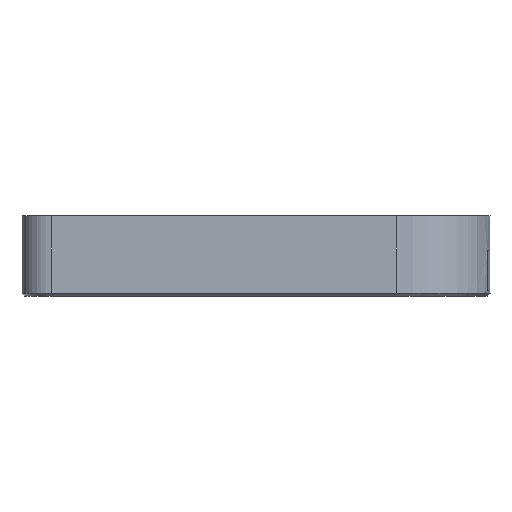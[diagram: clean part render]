
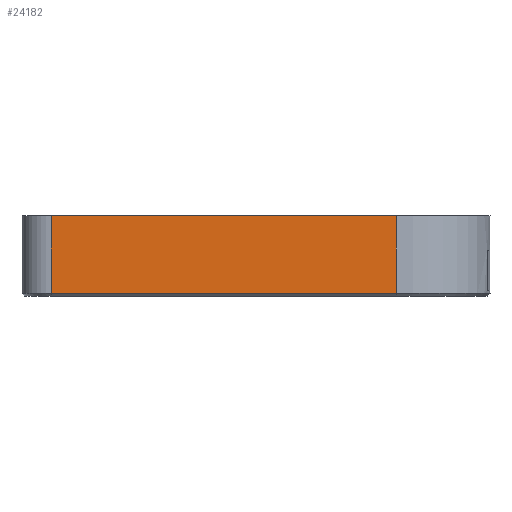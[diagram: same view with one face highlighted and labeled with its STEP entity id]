
A CAD part, left-side view. The second image highlights one B-rep face of the part: STEP entity #24182.
In plain terms, the highlighted planar face has unit normal (-1, 0, 0).
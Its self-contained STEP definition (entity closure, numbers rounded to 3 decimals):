
#23200 = CYLINDRICAL_SURFACE('',#23201,10.);
#23201 = AXIS2_PLACEMENT_3D('',#23202,#23203,#23204);
#23202 = CARTESIAN_POINT('',(-22.,83.,-25.));
#23203 = DIRECTION('',(-0.,-0.,-1.));
#23204 = DIRECTION('',(1.,0.,0.));
#23225 = VERTEX_POINT('',#23226);
#23226 = CARTESIAN_POINT('',(-32.,83.,2.5));
#23241 = PLANE('',#23242);
#23242 = AXIS2_PLACEMENT_3D('',#23243,#23244,#23245);
#23243 = CARTESIAN_POINT('',(0.,18.163,2.5));
#23244 = DIRECTION('',(0.,0.,1.));
#23245 = DIRECTION('',(1.,0.,0.));
#23253 = EDGE_CURVE('',#23254,#23225,#23256,.T.);
#23254 = VERTEX_POINT('',#23255);
#23255 = CARTESIAN_POINT('',(-32.,83.,-24.));
#23256 = SURFACE_CURVE('',#23257,(#23261,#23268),.PCURVE_S1.);
#23257 = LINE('',#23258,#23259);
#23258 = CARTESIAN_POINT('',(-32.,83.,-25.));
#23259 = VECTOR('',#23260,1.);
#23260 = DIRECTION('',(0.,0.,1.));
#23261 = PCURVE('',#23200,#23262);
#23262 = DEFINITIONAL_REPRESENTATION('',(#23263),#23267);
#23263 = LINE('',#23264,#23265);
#23264 = CARTESIAN_POINT('',(-3.142,0.));
#23265 = VECTOR('',#23266,1.);
#23266 = DIRECTION('',(-0.,-1.));
#23267 = ( GEOMETRIC_REPRESENTATION_CONTEXT(2) 
PARAMETRIC_REPRESENTATION_CONTEXT() REPRESENTATION_CONTEXT('2D SPACE',''
  ) );
#23268 = PCURVE('',#23269,#23274);
#23269 = PLANE('',#23270);
#23270 = AXIS2_PLACEMENT_3D('',#23271,#23272,#23273);
#23271 = CARTESIAN_POINT('',(-32.,-35.,-25.));
#23272 = DIRECTION('',(-1.,0.,0.));
#23273 = DIRECTION('',(0.,1.,0.));
#23274 = DEFINITIONAL_REPRESENTATION('',(#23275),#23279);
#23275 = LINE('',#23276,#23277);
#23276 = CARTESIAN_POINT('',(118.,0.));
#23277 = VECTOR('',#23278,1.);
#23278 = DIRECTION('',(0.,-1.));
#23279 = ( GEOMETRIC_REPRESENTATION_CONTEXT(2) 
PARAMETRIC_REPRESENTATION_CONTEXT() REPRESENTATION_CONTEXT('2D SPACE',''
  ) );
#23768 = PLANE('',#23769);
#23769 = AXIS2_PLACEMENT_3D('',#23770,#23771,#23772);
#23770 = CARTESIAN_POINT('',(-31.5,-35.,-24.5));
#23771 = DIRECTION('',(0.707,0.,0.707));
#23772 = DIRECTION('',(-0.,-1.,-0.));
#23839 = EDGE_CURVE('',#23840,#23225,#23842,.T.);
#23840 = VERTEX_POINT('',#23841);
#23841 = CARTESIAN_POINT('',(-32.,-35.,2.5));
#23842 = SURFACE_CURVE('',#23843,(#23847,#23854),.PCURVE_S1.);
#23843 = LINE('',#23844,#23845);
#23844 = CARTESIAN_POINT('',(-32.,-35.,2.5));
#23845 = VECTOR('',#23846,1.);
#23846 = DIRECTION('',(0.,1.,0.));
#23847 = PCURVE('',#23241,#23848);
#23848 = DEFINITIONAL_REPRESENTATION('',(#23849),#23853);
#23849 = LINE('',#23850,#23851);
#23850 = CARTESIAN_POINT('',(-32.,-53.163));
#23851 = VECTOR('',#23852,1.);
#23852 = DIRECTION('',(0.,1.));
#23853 = ( GEOMETRIC_REPRESENTATION_CONTEXT(2) 
PARAMETRIC_REPRESENTATION_CONTEXT() REPRESENTATION_CONTEXT('2D SPACE',''
  ) );
#23854 = PCURVE('',#23269,#23855);
#23855 = DEFINITIONAL_REPRESENTATION('',(#23856),#23860);
#23856 = LINE('',#23857,#23858);
#23857 = CARTESIAN_POINT('',(0.,-27.5));
#23858 = VECTOR('',#23859,1.);
#23859 = DIRECTION('',(1.,0.));
#23860 = ( GEOMETRIC_REPRESENTATION_CONTEXT(2) 
PARAMETRIC_REPRESENTATION_CONTEXT() REPRESENTATION_CONTEXT('2D SPACE',''
  ) );
#23879 = CYLINDRICAL_SURFACE('',#23880,32.);
#23880 = AXIS2_PLACEMENT_3D('',#23881,#23882,#23883);
#23881 = CARTESIAN_POINT('',(0.,-35.,-25.));
#23882 = DIRECTION('',(-0.,-0.,-1.));
#23883 = DIRECTION('',(1.,0.,0.));
#24182 = ADVANCED_FACE('',(#24183),#23269,.T.);
#24183 = FACE_BOUND('',#24184,.T.);
#24184 = EDGE_LOOP('',(#24185,#24208,#24209,#24210));
#24185 = ORIENTED_EDGE('',*,*,#24186,.T.);
#24186 = EDGE_CURVE('',#24187,#23840,#24189,.T.);
#24187 = VERTEX_POINT('',#24188);
#24188 = CARTESIAN_POINT('',(-32.,-35.,-24.));
#24189 = SURFACE_CURVE('',#24190,(#24194,#24201),.PCURVE_S1.);
#24190 = LINE('',#24191,#24192);
#24191 = CARTESIAN_POINT('',(-32.,-35.,-25.));
#24192 = VECTOR('',#24193,1.);
#24193 = DIRECTION('',(0.,0.,1.));
#24194 = PCURVE('',#23269,#24195);
#24195 = DEFINITIONAL_REPRESENTATION('',(#24196),#24200);
#24196 = LINE('',#24197,#24198);
#24197 = CARTESIAN_POINT('',(0.,0.));
#24198 = VECTOR('',#24199,1.);
#24199 = DIRECTION('',(0.,-1.));
#24200 = ( GEOMETRIC_REPRESENTATION_CONTEXT(2) 
PARAMETRIC_REPRESENTATION_CONTEXT() REPRESENTATION_CONTEXT('2D SPACE',''
  ) );
#24201 = PCURVE('',#23879,#24202);
#24202 = DEFINITIONAL_REPRESENTATION('',(#24203),#24207);
#24203 = LINE('',#24204,#24205);
#24204 = CARTESIAN_POINT('',(-3.142,0.));
#24205 = VECTOR('',#24206,1.);
#24206 = DIRECTION('',(-0.,-1.));
#24207 = ( GEOMETRIC_REPRESENTATION_CONTEXT(2) 
PARAMETRIC_REPRESENTATION_CONTEXT() REPRESENTATION_CONTEXT('2D SPACE',''
  ) );
#24208 = ORIENTED_EDGE('',*,*,#23839,.T.);
#24209 = ORIENTED_EDGE('',*,*,#23253,.F.);
#24210 = ORIENTED_EDGE('',*,*,#24211,.F.);
#24211 = EDGE_CURVE('',#24187,#23254,#24212,.T.);
#24212 = SURFACE_CURVE('',#24213,(#24217,#24224),.PCURVE_S1.);
#24213 = LINE('',#24214,#24215);
#24214 = CARTESIAN_POINT('',(-32.,-35.,-24.));
#24215 = VECTOR('',#24216,1.);
#24216 = DIRECTION('',(0.,1.,0.));
#24217 = PCURVE('',#23269,#24218);
#24218 = DEFINITIONAL_REPRESENTATION('',(#24219),#24223);
#24219 = LINE('',#24220,#24221);
#24220 = CARTESIAN_POINT('',(0.,-1.));
#24221 = VECTOR('',#24222,1.);
#24222 = DIRECTION('',(1.,0.));
#24223 = ( GEOMETRIC_REPRESENTATION_CONTEXT(2) 
PARAMETRIC_REPRESENTATION_CONTEXT() REPRESENTATION_CONTEXT('2D SPACE',''
  ) );
#24224 = PCURVE('',#23768,#24225);
#24225 = DEFINITIONAL_REPRESENTATION('',(#24226),#24230);
#24226 = LINE('',#24227,#24228);
#24227 = CARTESIAN_POINT('',(-0.,-0.707));
#24228 = VECTOR('',#24229,1.);
#24229 = DIRECTION('',(-1.,0.));
#24230 = ( GEOMETRIC_REPRESENTATION_CONTEXT(2) 
PARAMETRIC_REPRESENTATION_CONTEXT() REPRESENTATION_CONTEXT('2D SPACE',''
  ) );
